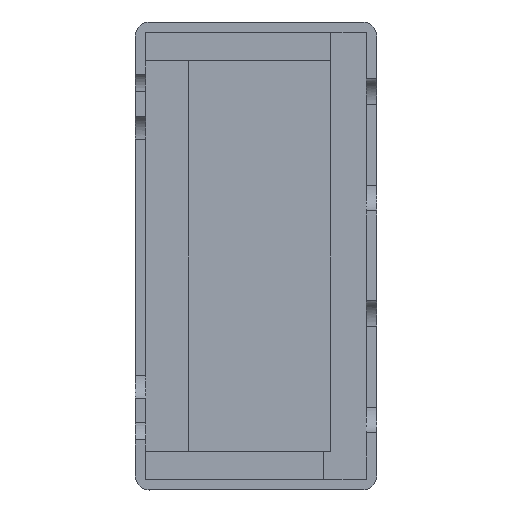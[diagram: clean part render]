
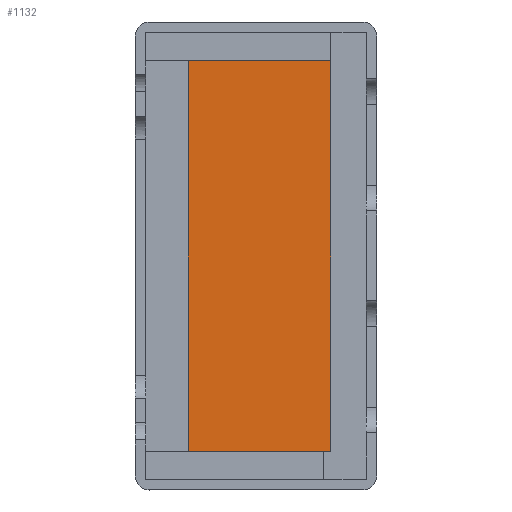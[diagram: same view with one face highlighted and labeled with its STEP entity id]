
A CAD part, top view. The second image highlights one B-rep face of the part: STEP entity #1132.
In plain terms, the highlighted planar face has unit normal (0, 0, 1).
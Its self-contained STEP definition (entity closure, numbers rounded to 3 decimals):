
#14 = DIRECTION ( 'NONE',  ( 0., -1., 0. ) ) ;
#21 = VERTEX_POINT ( 'NONE', #910 ) ;
#70 = VECTOR ( 'NONE', #14, 1000. ) ;
#113 = LINE ( 'NONE', #1384, #1048 ) ;
#122 = DIRECTION ( 'NONE',  ( 0., 0., -1. ) ) ;
#153 = EDGE_CURVE ( 'NONE', #194, #1453, #113, .T. ) ;
#158 = LINE ( 'NONE', #887, #1046 ) ;
#194 = VERTEX_POINT ( 'NONE', #398 ) ;
#221 = AXIS2_PLACEMENT_3D ( 'NONE', #1179, #122, #1526 ) ;
#237 = EDGE_CURVE ( 'NONE', #1125, #1178, #261, .T. ) ;
#261 = LINE ( 'NONE', #1069, #70 ) ;
#377 = EDGE_CURVE ( 'NONE', #1453, #1125, #1371, .T. ) ;
#398 = CARTESIAN_POINT ( 'NONE',  ( -4.5, 3.5, -13.581 ) ) ;
#407 = DIRECTION ( 'NONE',  ( -1., 0., 0. ) ) ;
#470 = ORIENTED_EDGE ( 'NONE', *, *, #1333, .T. ) ;
#505 = DIRECTION ( 'NONE',  ( 1., 0., 0. ) ) ;
#529 = CARTESIAN_POINT ( 'NONE',  ( -4.5, 59., -13.581 ) ) ;
#696 = ORIENTED_EDGE ( 'NONE', *, *, #377, .T. ) ;
#707 = LINE ( 'NONE', #846, #1518 ) ;
#712 = PLANE ( 'NONE',  #221 ) ;
#801 = CARTESIAN_POINT ( 'NONE',  ( -24.8, 59., -13.581 ) ) ;
#826 = ORIENTED_EDGE ( 'NONE', *, *, #153, .T. ) ;
#846 = CARTESIAN_POINT ( 'NONE',  ( -4.5, 3.5, -13.581 ) ) ;
#884 = EDGE_LOOP ( 'NONE', ( #826, #696, #1395, #935, #470 ) ) ;
#887 = CARTESIAN_POINT ( 'NONE',  ( -4.5, 3.5, -13.581 ) ) ;
#910 = CARTESIAN_POINT ( 'NONE',  ( -5.5, 3.5, -13.581 ) ) ;
#935 = ORIENTED_EDGE ( 'NONE', *, *, #1290, .T. ) ;
#955 = CARTESIAN_POINT ( 'NONE',  ( -4.5, 59., -13.581 ) ) ;
#976 = CARTESIAN_POINT ( 'NONE',  ( -24.8, 3.5, -13.581 ) ) ;
#979 = VECTOR ( 'NONE', #407, 1000. ) ;
#1026 = FACE_OUTER_BOUND ( 'NONE', #884, .T. ) ;
#1046 = VECTOR ( 'NONE', #505, 1000. ) ;
#1048 = VECTOR ( 'NONE', #1265, 1000. ) ;
#1069 = CARTESIAN_POINT ( 'NONE',  ( -24.8, 59., -13.581 ) ) ;
#1125 = VERTEX_POINT ( 'NONE', #801 ) ;
#1132 = ADVANCED_FACE ( 'NONE', ( #1026 ), #712, .F. ) ;
#1178 = VERTEX_POINT ( 'NONE', #976 ) ;
#1179 = CARTESIAN_POINT ( 'NONE',  ( 0., 0., -13.581 ) ) ;
#1265 = DIRECTION ( 'NONE',  ( 0., 1., 0. ) ) ;
#1290 = EDGE_CURVE ( 'NONE', #1178, #21, #707, .T. ) ;
#1313 = DIRECTION ( 'NONE',  ( 1., 0., 0. ) ) ;
#1333 = EDGE_CURVE ( 'NONE', #21, #194, #158, .T. ) ;
#1371 = LINE ( 'NONE', #529, #979 ) ;
#1384 = CARTESIAN_POINT ( 'NONE',  ( -4.5, 59., -13.581 ) ) ;
#1395 = ORIENTED_EDGE ( 'NONE', *, *, #237, .T. ) ;
#1453 = VERTEX_POINT ( 'NONE', #955 ) ;
#1518 = VECTOR ( 'NONE', #1313, 1000. ) ;
#1526 = DIRECTION ( 'NONE',  ( -1., 0., 0. ) ) ;
